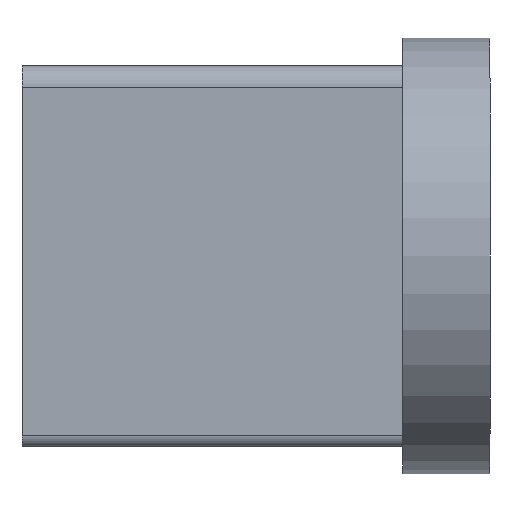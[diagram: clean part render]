
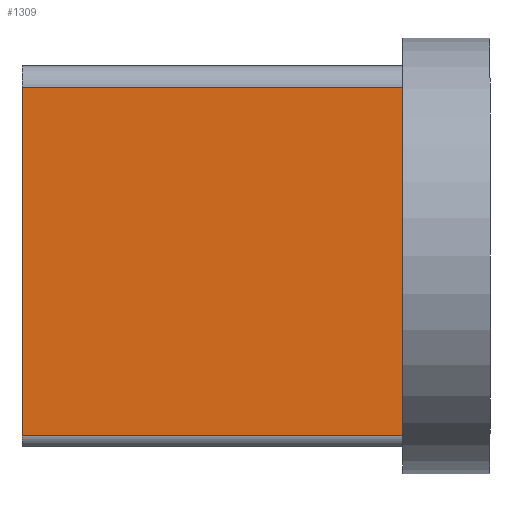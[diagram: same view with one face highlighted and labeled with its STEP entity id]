
A CAD part, left-side view. The second image highlights one B-rep face of the part: STEP entity #1309.
In plain terms, the highlighted planar face has unit normal (-1, 0, 0).
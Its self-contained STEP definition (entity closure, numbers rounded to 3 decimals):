
#56=PLANE('',#1475);
#151=FACE_OUTER_BOUND('',#228,.T.);
#228=EDGE_LOOP('',(#1148,#1149,#1150,#1151));
#303=LINE('',#2132,#413);
#316=LINE('',#2168,#426);
#348=LINE('',#2246,#458);
#350=LINE('',#2251,#460);
#413=VECTOR('',#1735,10.);
#426=VECTOR('',#1764,10.);
#458=VECTOR('',#1852,10.);
#460=VECTOR('',#1858,10.);
#615=VERTEX_POINT('',#2125);
#618=VERTEX_POINT('',#2130);
#633=VERTEX_POINT('',#2167);
#651=VERTEX_POINT('',#2245);
#769=EDGE_CURVE('',#618,#615,#303,.T.);
#788=EDGE_CURVE('',#615,#633,#316,.T.);
#827=EDGE_CURVE('',#633,#651,#348,.T.);
#830=EDGE_CURVE('',#618,#651,#350,.T.);
#1148=ORIENTED_EDGE('',*,*,#769,.F.);
#1149=ORIENTED_EDGE('',*,*,#830,.T.);
#1150=ORIENTED_EDGE('',*,*,#827,.F.);
#1151=ORIENTED_EDGE('',*,*,#788,.F.);
#1309=ADVANCED_FACE('',(#151),#56,.F.);
#1475=AXIS2_PLACEMENT_3D('',#2250,#1856,#1857);
#1735=DIRECTION('',(0.,1.,0.));
#1764=DIRECTION('',(0.,0.,1.));
#1852=DIRECTION('',(0.,-1.,0.));
#1856=DIRECTION('center_axis',(1.,0.,0.));
#1857=DIRECTION('ref_axis',(0.,0.,1.));
#1858=DIRECTION('',(0.,0.,1.));
#2125=CARTESIAN_POINT('',(-9.,43.,-16.5));
#2130=CARTESIAN_POINT('',(-9.,8.,-16.5));
#2132=CARTESIAN_POINT('',(-9.,43.,-16.5));
#2167=CARTESIAN_POINT('',(-9.,43.,15.5));
#2168=CARTESIAN_POINT('',(-9.,43.,-8.75));
#2245=CARTESIAN_POINT('',(-9.,8.,15.5));
#2246=CARTESIAN_POINT('',(-9.,43.,15.5));
#2250=CARTESIAN_POINT('Origin',(-9.,43.,-17.5));
#2251=CARTESIAN_POINT('',(-9.,8.,17.5));
